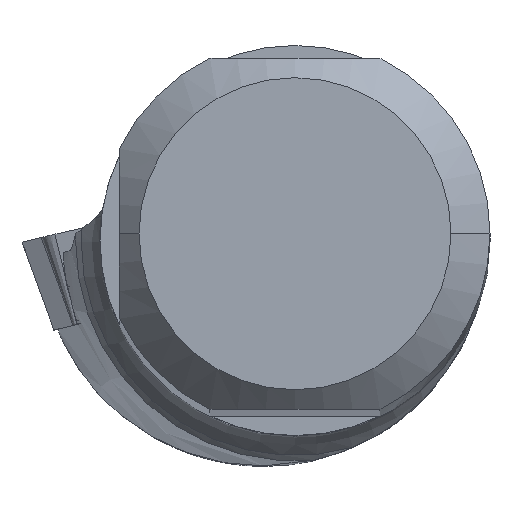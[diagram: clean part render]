
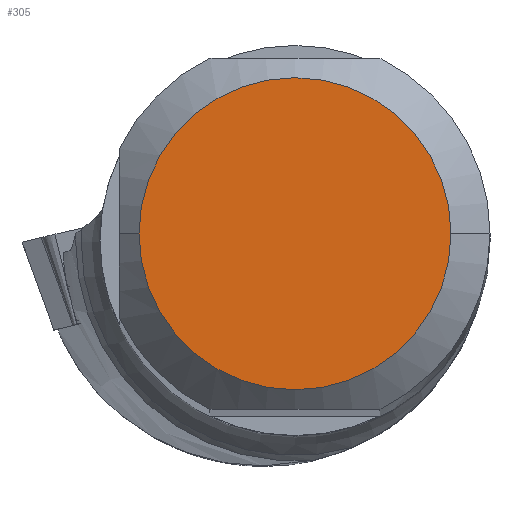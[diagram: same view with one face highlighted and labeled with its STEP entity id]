
A CAD part, top view. The second image highlights one B-rep face of the part: STEP entity #305.
In plain terms, the highlighted planar face has unit normal (0, 0, 1).
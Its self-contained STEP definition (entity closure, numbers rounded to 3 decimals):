
#221=FACE_OUTER_BOUND('',#434,.T.);
#305=ADVANCED_FACE('',(#221),#337,.T.);
#337=PLANE('',#1876);
#434=EDGE_LOOP('',(#891,#892,#893,#894));
#891=ORIENTED_EDGE('',*,*,#1294,.F.);
#892=ORIENTED_EDGE('',*,*,#1298,.F.);
#893=ORIENTED_EDGE('',*,*,#1297,.F.);
#894=ORIENTED_EDGE('',*,*,#1295,.F.);
#1064=VERTEX_POINT('',#3260);
#1065=VERTEX_POINT('',#3262);
#1066=VERTEX_POINT('',#3264);
#1067=VERTEX_POINT('',#3268);
#1294=EDGE_CURVE('',#1064,#1065,#1394,.T.);
#1295=EDGE_CURVE('',#1065,#1066,#1395,.T.);
#1297=EDGE_CURVE('',#1066,#1067,#1396,.T.);
#1298=EDGE_CURVE('',#1067,#1064,#1397,.T.);
#1394=CIRCLE('',#1868,4.);
#1395=CIRCLE('',#1869,4.);
#1396=CIRCLE('',#1871,4.);
#1397=CIRCLE('',#1872,4.);
#1868=AXIS2_PLACEMENT_3D('',#3261,#2335,#2336);
#1869=AXIS2_PLACEMENT_3D('',#3263,#2337,#2338);
#1871=AXIS2_PLACEMENT_3D('',#3267,#2342,#2343);
#1872=AXIS2_PLACEMENT_3D('',#3269,#2344,#2345);
#1876=AXIS2_PLACEMENT_3D('',#3283,#2353,#2354);
#2335=DIRECTION('',(0.,0.,-1.));
#2336=DIRECTION('',(1.,0.,0.));
#2337=DIRECTION('',(0.,0.,-1.));
#2338=DIRECTION('',(0.,-1.,0.));
#2342=DIRECTION('',(0.,0.,-1.));
#2343=DIRECTION('',(-1.,0.,0.));
#2344=DIRECTION('',(0.,0.,-1.));
#2345=DIRECTION('',(0.,1.,0.));
#2353=DIRECTION('',(0.,0.,1.));
#2354=DIRECTION('',(1.,0.,0.));
#3260=CARTESIAN_POINT('',(4.,0.,0.));
#3261=CARTESIAN_POINT('',(0.,0.,0.));
#3262=CARTESIAN_POINT('',(0.,-4.,0.));
#3263=CARTESIAN_POINT('',(0.,0.,0.));
#3264=CARTESIAN_POINT('',(-4.,0.,0.));
#3267=CARTESIAN_POINT('',(0.,0.,0.));
#3268=CARTESIAN_POINT('',(0.,4.,0.));
#3269=CARTESIAN_POINT('',(0.,0.,0.));
#3283=CARTESIAN_POINT('',(0.,0.,0.));
